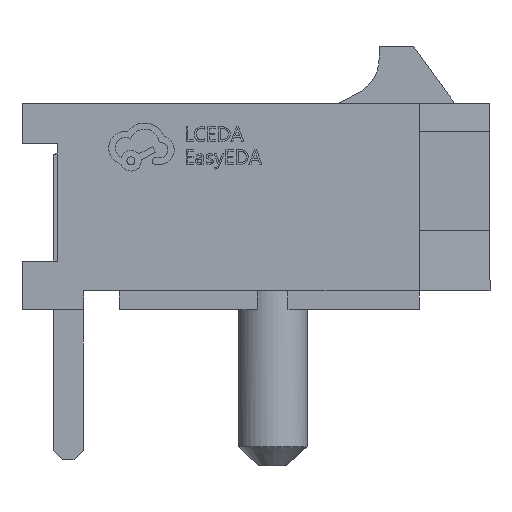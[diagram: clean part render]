
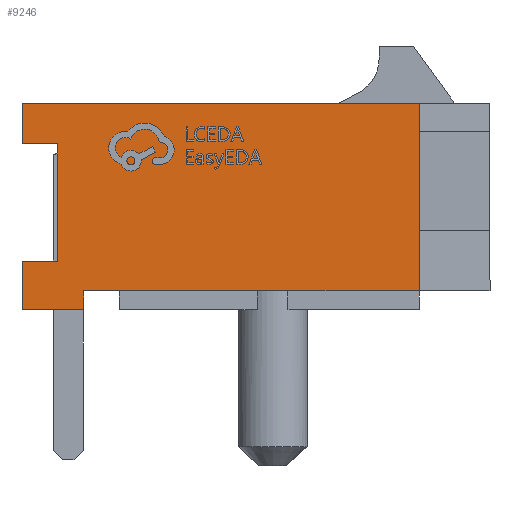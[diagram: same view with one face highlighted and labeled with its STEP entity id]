
A CAD part, left-side view. The second image highlights one B-rep face of the part: STEP entity #9246.
In plain terms, the highlighted planar face has unit normal (-1, 0, 0).
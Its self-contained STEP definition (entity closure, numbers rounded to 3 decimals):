
#82 = CARTESIAN_POINT ( 'NONE',  ( -7.825, -7.42, 3.77 ) ) ;
#103 = DIRECTION ( 'NONE',  ( 0., 0., -1. ) ) ;
#186 = VECTOR ( 'NONE', #7373, 1000. ) ;
#345 = VECTOR ( 'NONE', #14084, 1000. ) ;
#392 = LINE ( 'NONE', #5474, #4925 ) ;
#440 = CARTESIAN_POINT ( 'NONE',  ( -7.825, 0.98, 4.37 ) ) ;
#639 = FACE_OUTER_BOUND ( 'NONE', #17619, .T. ) ;
#748 = PLANE ( 'NONE',  #15725 ) ;
#796 = VECTOR ( 'NONE', #12119, 1000. ) ;
#808 = CARTESIAN_POINT ( 'NONE',  ( -7.825, 0.98, 4.37 ) ) ;
#1382 = CARTESIAN_POINT ( 'NONE',  ( -7.825, -7.42, 4.37 ) ) ;
#1409 = VERTEX_POINT ( 'NONE', #13343 ) ;
#2045 = DIRECTION ( 'NONE',  ( 0., -1., 0. ) ) ;
#2160 = DIRECTION ( 'NONE',  ( 0., 0., -1. ) ) ;
#2252 = ORIENTED_EDGE ( 'NONE', *, *, #11719, .T. ) ;
#2286 = CARTESIAN_POINT ( 'NONE',  ( -7.825, 0.98, 1.016 ) ) ;
#2969 = CARTESIAN_POINT ( 'NONE',  ( -7.825, 0.98, 0.4 ) ) ;
#3009 = DIRECTION ( 'NONE',  ( 0., 0., 1. ) ) ;
#3300 = LINE ( 'NONE', #11400, #20580 ) ;
#3426 = CARTESIAN_POINT ( 'NONE',  ( -7.825, 0.23, 1.016 ) ) ;
#3708 = DIRECTION ( 'NONE',  ( 0., 0., 1. ) ) ;
#3773 = LINE ( 'NONE', #14918, #17227 ) ;
#4102 = EDGE_CURVE ( 'NONE', #12591, #6432, #6887, .T. ) ;
#4169 = VERTEX_POINT ( 'NONE', #20226 ) ;
#4298 = VECTOR ( 'NONE', #2045, 1000. ) ;
#4637 = VECTOR ( 'NONE', #9770, 1000. ) ;
#4743 = LINE ( 'NONE', #17823, #20006 ) ;
#4856 = DIRECTION ( 'NONE',  ( 0., 0., -1. ) ) ;
#4925 = VECTOR ( 'NONE', #18552, 1000. ) ;
#5064 = CARTESIAN_POINT ( 'NONE',  ( -7.825, -0.327, 0. ) ) ;
#5157 = EDGE_CURVE ( 'NONE', #1409, #7056, #13986, .T. ) ;
#5177 = VECTOR ( 'NONE', #15319, 1000. ) ;
#5330 = ORIENTED_EDGE ( 'NONE', *, *, #15694, .T. ) ;
#5474 = CARTESIAN_POINT ( 'NONE',  ( -7.825, 0.23, 3.505 ) ) ;
#5901 = CARTESIAN_POINT ( 'NONE',  ( -7.825, -7.42, 3.77 ) ) ;
#5940 = EDGE_CURVE ( 'NONE', #15763, #10196, #11935, .T. ) ;
#6219 = EDGE_CURVE ( 'NONE', #15763, #17284, #9921, .T. ) ;
#6432 = VERTEX_POINT ( 'NONE', #9897 ) ;
#6880 = EDGE_CURVE ( 'NONE', #1409, #10196, #8963, .T. ) ;
#6887 = LINE ( 'NONE', #7102, #5177 ) ;
#6940 = CARTESIAN_POINT ( 'NONE',  ( -7.825, -7.42, 0. ) ) ;
#7056 = VERTEX_POINT ( 'NONE', #13056 ) ;
#7102 = CARTESIAN_POINT ( 'NONE',  ( -7.825, -0.327, 0. ) ) ;
#7277 = VECTOR ( 'NONE', #3708, 1000. ) ;
#7373 = DIRECTION ( 'NONE',  ( 0., 1., 0. ) ) ;
#7577 = CARTESIAN_POINT ( 'NONE',  ( -7.825, -7.42, 1.67 ) ) ;
#7707 = ORIENTED_EDGE ( 'NONE', *, *, #8439, .T. ) ;
#7975 = VERTEX_POINT ( 'NONE', #17139 ) ;
#8034 = LINE ( 'NONE', #2969, #4637 ) ;
#8260 = EDGE_CURVE ( 'NONE', #12672, #16853, #13626, .T. ) ;
#8439 = EDGE_CURVE ( 'NONE', #7056, #7975, #13074, .T. ) ;
#8524 = CARTESIAN_POINT ( 'NONE',  ( -7.825, 0.98, 3.505 ) ) ;
#8963 = LINE ( 'NONE', #15350, #796 ) ;
#9246 = ADVANCED_FACE ( 'NONE', ( #639 ), #748, .F. ) ;
#9355 = CARTESIAN_POINT ( 'NONE',  ( -7.825, -7.42, 0.4 ) ) ;
#9770 = DIRECTION ( 'NONE',  ( 0., -1., 0. ) ) ;
#9897 = CARTESIAN_POINT ( 'NONE',  ( -7.825, -0.327, 0.4 ) ) ;
#9921 = LINE ( 'NONE', #82, #13174 ) ;
#10196 = VERTEX_POINT ( 'NONE', #1382 ) ;
#10368 = DIRECTION ( 'NONE',  ( 1., 0., 0. ) ) ;
#10533 = ORIENTED_EDGE ( 'NONE', *, *, #8260, .T. ) ;
#11400 = CARTESIAN_POINT ( 'NONE',  ( -7.825, 0.98, 0. ) ) ;
#11719 = EDGE_CURVE ( 'NONE', #16853, #4169, #3773, .T. ) ;
#11935 = LINE ( 'NONE', #6940, #7277 ) ;
#12119 = DIRECTION ( 'NONE',  ( 0., -1., 0. ) ) ;
#12567 = EDGE_CURVE ( 'NONE', #12969, #17284, #4743, .T. ) ;
#12591 = VERTEX_POINT ( 'NONE', #5064 ) ;
#12672 = VERTEX_POINT ( 'NONE', #3426 ) ;
#12847 = ORIENTED_EDGE ( 'NONE', *, *, #4102, .T. ) ;
#12969 = VERTEX_POINT ( 'NONE', #9355 ) ;
#13056 = CARTESIAN_POINT ( 'NONE',  ( -7.825, 0.98, 3.505 ) ) ;
#13074 = LINE ( 'NONE', #8524, #4298 ) ;
#13174 = VECTOR ( 'NONE', #4856, 1000. ) ;
#13343 = CARTESIAN_POINT ( 'NONE',  ( -7.825, 0.98, 4.37 ) ) ;
#13626 = LINE ( 'NONE', #2286, #186 ) ;
#13986 = LINE ( 'NONE', #808, #345 ) ;
#14059 = ORIENTED_EDGE ( 'NONE', *, *, #6219, .F. ) ;
#14084 = DIRECTION ( 'NONE',  ( 0., 0., -1. ) ) ;
#14638 = ORIENTED_EDGE ( 'NONE', *, *, #12567, .T. ) ;
#14918 = CARTESIAN_POINT ( 'NONE',  ( -7.825, 0.98, 4.37 ) ) ;
#15319 = DIRECTION ( 'NONE',  ( 0., 0., 1. ) ) ;
#15350 = CARTESIAN_POINT ( 'NONE',  ( -7.825, 0.98, 4.37 ) ) ;
#15694 = EDGE_CURVE ( 'NONE', #7975, #12672, #392, .T. ) ;
#15725 = AXIS2_PLACEMENT_3D ( 'NONE', #440, #10368, #2160 ) ;
#15763 = VERTEX_POINT ( 'NONE', #5901 ) ;
#15876 = ORIENTED_EDGE ( 'NONE', *, *, #5157, .T. ) ;
#16030 = ORIENTED_EDGE ( 'NONE', *, *, #6880, .F. ) ;
#16830 = ORIENTED_EDGE ( 'NONE', *, *, #17960, .F. ) ;
#16853 = VERTEX_POINT ( 'NONE', #16935 ) ;
#16935 = CARTESIAN_POINT ( 'NONE',  ( -7.825, 0.98, 1.016 ) ) ;
#17078 = EDGE_CURVE ( 'NONE', #6432, #12969, #8034, .T. ) ;
#17139 = CARTESIAN_POINT ( 'NONE',  ( -7.825, 0.23, 3.505 ) ) ;
#17227 = VECTOR ( 'NONE', #103, 1000. ) ;
#17284 = VERTEX_POINT ( 'NONE', #7577 ) ;
#17619 = EDGE_LOOP ( 'NONE', ( #2252, #16830, #12847, #20701, #14638, #14059, #19548, #16030, #15876, #7707, #5330, #10533 ) ) ;
#17823 = CARTESIAN_POINT ( 'NONE',  ( -7.825, -7.42, 0. ) ) ;
#17960 = EDGE_CURVE ( 'NONE', #12591, #4169, #3300, .T. ) ;
#17988 = DIRECTION ( 'NONE',  ( 0., 1., 0. ) ) ;
#18552 = DIRECTION ( 'NONE',  ( 0., 0., -1. ) ) ;
#19548 = ORIENTED_EDGE ( 'NONE', *, *, #5940, .T. ) ;
#20006 = VECTOR ( 'NONE', #3009, 1000. ) ;
#20226 = CARTESIAN_POINT ( 'NONE',  ( -7.825, 0.98, 0. ) ) ;
#20580 = VECTOR ( 'NONE', #17988, 1000. ) ;
#20701 = ORIENTED_EDGE ( 'NONE', *, *, #17078, .T. ) ;
